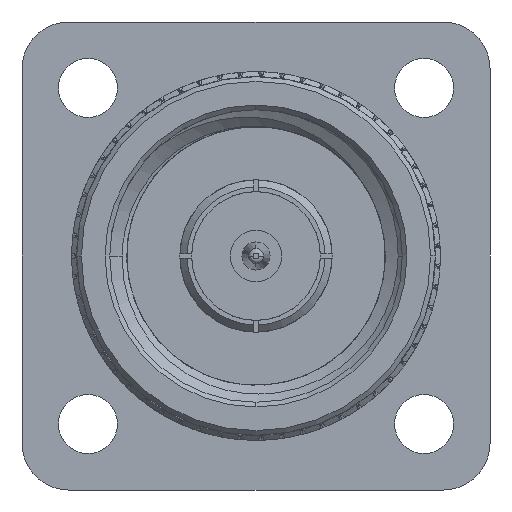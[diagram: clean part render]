
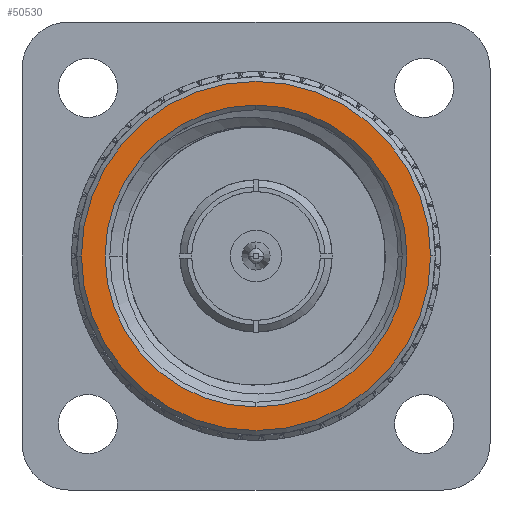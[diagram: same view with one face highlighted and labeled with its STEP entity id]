
A CAD part, left-side view. The second image highlights one B-rep face of the part: STEP entity #50530.
In plain terms, the highlighted planar face has unit normal (-1, 0, 0).
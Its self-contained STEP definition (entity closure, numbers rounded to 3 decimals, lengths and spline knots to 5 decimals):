
#2341 = EDGE_CURVE ( 'NONE', #12168, #54476, #73068, .T. ) ;
#4673 = DIRECTION ( 'NONE',  ( 1., 0., 0. ) ) ;
#5705 = CIRCLE ( 'NONE', #56170, 0.37309 ) ;
#7848 = CARTESIAN_POINT ( 'NONE',  ( 0., 0., 0. ) ) ;
#8593 = CARTESIAN_POINT ( 'NONE',  ( 0., 0., 0.3225 ) ) ;
#9737 = DIRECTION ( 'NONE',  ( -1., 0., 0. ) ) ;
#12168 = VERTEX_POINT ( 'NONE', #56274 ) ;
#13647 = CARTESIAN_POINT ( 'NONE',  ( 0., 0.38309, 0. ) ) ;
#14035 = ORIENTED_EDGE ( 'NONE', *, *, #82829, .T. ) ;
#15076 = EDGE_CURVE ( 'NONE', #54476, #12168, #30885, .T. ) ;
#17211 = EDGE_LOOP ( 'NONE', ( #77879, #41088 ) ) ;
#19995 = CARTESIAN_POINT ( 'NONE',  ( 0., 0., 0. ) ) ;
#21069 = DIRECTION ( 'NONE',  ( 0., 1., 0. ) ) ;
#30885 = CIRCLE ( 'NONE', #44702, 0.3225 ) ;
#33853 = DIRECTION ( 'NONE',  ( 0., 0., 1. ) ) ;
#34809 = DIRECTION ( 'NONE',  ( 1., 0., 0. ) ) ;
#35410 = CARTESIAN_POINT ( 'NONE',  ( 0., 0., 0. ) ) ;
#37940 = AXIS2_PLACEMENT_3D ( 'NONE', #13647, #49108, #92646 ) ;
#41032 = VERTEX_POINT ( 'NONE', #53597 ) ;
#41088 = ORIENTED_EDGE ( 'NONE', *, *, #2341, .T. ) ;
#44005 = DIRECTION ( 'NONE',  ( -1., 0., 0. ) ) ;
#44702 = AXIS2_PLACEMENT_3D ( 'NONE', #86488, #34809, #94136 ) ;
#48884 = CARTESIAN_POINT ( 'NONE',  ( 0., 0.37309, 0. ) ) ;
#49108 = DIRECTION ( 'NONE',  ( -1., 0., 0. ) ) ;
#50530 = ADVANCED_FACE ( 'NONE', ( #53441, #90298 ), #63009, .T. ) ;
#53441 = FACE_BOUND ( 'NONE', #17211, .T. ) ;
#53597 = CARTESIAN_POINT ( 'NONE',  ( 0., -0.37309, 0. ) ) ;
#54476 = VERTEX_POINT ( 'NONE', #8593 ) ;
#56170 = AXIS2_PLACEMENT_3D ( 'NONE', #35410, #44005, #21069 ) ;
#56274 = CARTESIAN_POINT ( 'NONE',  ( 0., 0., -0.3225 ) ) ;
#59342 = AXIS2_PLACEMENT_3D ( 'NONE', #7848, #9737, #73431 ) ;
#63009 = PLANE ( 'NONE',  #37940 ) ;
#64944 = EDGE_LOOP ( 'NONE', ( #68796, #14035 ) ) ;
#65876 = EDGE_CURVE ( 'NONE', #84502, #41032, #85363, .T. ) ;
#68796 = ORIENTED_EDGE ( 'NONE', *, *, #65876, .T. ) ;
#71564 = AXIS2_PLACEMENT_3D ( 'NONE', #19995, #4673, #33853 ) ;
#73068 = CIRCLE ( 'NONE', #71564, 0.3225 ) ;
#73431 = DIRECTION ( 'NONE',  ( 0., 1., 0. ) ) ;
#77879 = ORIENTED_EDGE ( 'NONE', *, *, #15076, .T. ) ;
#82829 = EDGE_CURVE ( 'NONE', #41032, #84502, #5705, .T. ) ;
#84502 = VERTEX_POINT ( 'NONE', #48884 ) ;
#85363 = CIRCLE ( 'NONE', #59342, 0.37309 ) ;
#86488 = CARTESIAN_POINT ( 'NONE',  ( 0., 0., 0. ) ) ;
#90298 = FACE_OUTER_BOUND ( 'NONE', #64944, .T. ) ;
#92646 = DIRECTION ( 'NONE',  ( 0., 1., 0. ) ) ;
#94136 = DIRECTION ( 'NONE',  ( 0., 0., 1. ) ) ;
